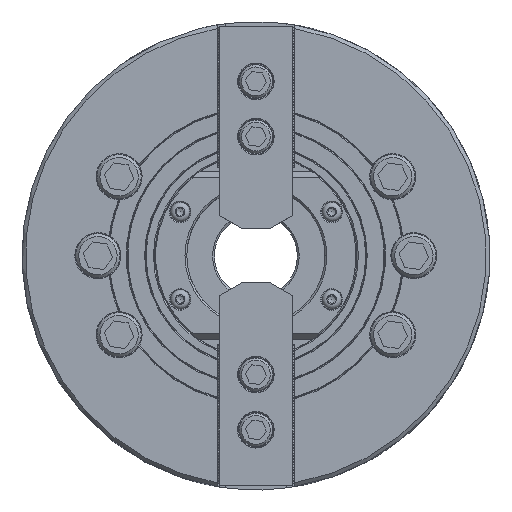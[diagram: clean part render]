
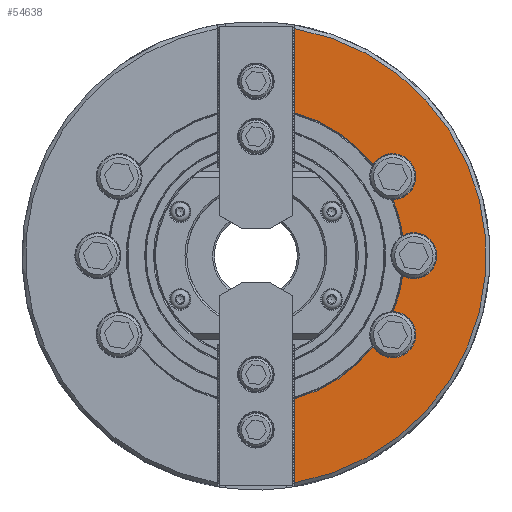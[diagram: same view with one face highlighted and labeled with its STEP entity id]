
A CAD part, top view. The second image highlights one B-rep face of the part: STEP entity #54638.
In plain terms, the highlighted planar face has unit normal (0, 0, 1).
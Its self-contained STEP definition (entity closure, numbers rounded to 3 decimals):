
#1392=CIRCLE('',#57767,125.);
#1456=CIRCLE('',#57870,12.5);
#1461=CIRCLE('',#57878,12.5);
#1465=CIRCLE('',#57885,12.5);
#1518=CIRCLE('',#57970,80.4);
#1525=CIRCLE('',#57983,80.4);
#1526=CIRCLE('',#57984,80.4);
#1527=CIRCLE('',#57985,80.4);
#3437=ORIENTED_EDGE('',*,*,#19501,.T.);
#3438=ORIENTED_EDGE('',*,*,#19290,.T.);
#3439=ORIENTED_EDGE('',*,*,#19502,.F.);
#3440=ORIENTED_EDGE('',*,*,#19492,.T.);
#3441=ORIENTED_EDGE('',*,*,#19389,.T.);
#3442=ORIENTED_EDGE('',*,*,#19503,.T.);
#3443=ORIENTED_EDGE('',*,*,#19384,.T.);
#3444=ORIENTED_EDGE('',*,*,#19504,.T.);
#3445=ORIENTED_EDGE('',*,*,#19375,.T.);
#3446=ORIENTED_EDGE('',*,*,#19505,.T.);
#19290=EDGE_CURVE('',#27411,#27410,#1392,.T.);
#19375=EDGE_CURVE('',#27490,#27489,#1456,.T.);
#19384=EDGE_CURVE('',#27499,#27498,#1461,.T.);
#19389=EDGE_CURVE('',#27503,#27504,#1465,.T.);
#19492=EDGE_CURVE('',#27551,#27503,#1518,.T.);
#19501=EDGE_CURVE('',#27553,#27411,#32608,.T.);
#19502=EDGE_CURVE('',#27551,#27410,#32609,.T.);
#19503=EDGE_CURVE('',#27504,#27499,#1525,.T.);
#19504=EDGE_CURVE('',#27498,#27490,#1526,.T.);
#19505=EDGE_CURVE('',#27489,#27553,#1527,.T.);
#27410=VERTEX_POINT('',#78838);
#27411=VERTEX_POINT('',#78840);
#27489=VERTEX_POINT('',#79370);
#27490=VERTEX_POINT('',#79372);
#27498=VERTEX_POINT('',#79403);
#27499=VERTEX_POINT('',#79405);
#27503=VERTEX_POINT('',#79420);
#27504=VERTEX_POINT('',#79421);
#27551=VERTEX_POINT('',#79615);
#27553=VERTEX_POINT('',#79632);
#32608=LINE('',#79631,#38996);
#32609=LINE('',#79633,#38997);
#38996=VECTOR('',#63301,1000.);
#38997=VECTOR('',#63302,1000.);
#45382=EDGE_LOOP('',(#3437,#3438,#3439,#3440,#3441,#3442,#3443,#3444,#3445,
#3446));
#48925=FACE_BOUND('',#45382,.T.);
#52321=PLANE('',#57982);
#54638=ADVANCED_FACE('',(#48925),#52321,.F.);
#57767=AXIS2_PLACEMENT_3D('',#78839,#62821,#62822);
#57870=AXIS2_PLACEMENT_3D('',#79371,#63027,#63028);
#57878=AXIS2_PLACEMENT_3D('',#79404,#63043,#63044);
#57885=AXIS2_PLACEMENT_3D('',#79419,#63057,#63058);
#57970=AXIS2_PLACEMENT_3D('',#79614,#63273,#63274);
#57982=AXIS2_PLACEMENT_3D('',#79630,#63299,#63300);
#57983=AXIS2_PLACEMENT_3D('',#79634,#63303,#63304);
#57984=AXIS2_PLACEMENT_3D('',#79635,#63305,#63306);
#57985=AXIS2_PLACEMENT_3D('',#79636,#63307,#63308);
#62821=DIRECTION('',(0.,0.,1.));
#62822=DIRECTION('',(-1.,0.,0.));
#63027=DIRECTION('',(0.,0.,-1.));
#63028=DIRECTION('',(-1.,0.,0.));
#63043=DIRECTION('',(0.,0.,-1.));
#63044=DIRECTION('',(-1.,0.,0.));
#63057=DIRECTION('',(0.,0.,-1.));
#63058=DIRECTION('',(-1.,0.,0.));
#63273=DIRECTION('',(0.,0.,-1.));
#63274=DIRECTION('',(-1.,0.,0.));
#63299=DIRECTION('',(0.,0.,-1.));
#63300=DIRECTION('',(-1.,0.,0.));
#63301=DIRECTION('',(0.,-1.,0.));
#63302=DIRECTION('',(0.,1.,0.));
#63303=DIRECTION('',(0.,0.,-1.));
#63304=DIRECTION('',(-1.,0.,0.));
#63305=DIRECTION('',(0.,0.,-1.));
#63306=DIRECTION('',(-1.,0.,0.));
#63307=DIRECTION('',(0.,0.,-1.));
#63308=DIRECTION('',(-1.,0.,0.));
#78838=CARTESIAN_POINT('',(21.,123.223,0.));
#78839=CARTESIAN_POINT('',(0.,0.,0.));
#78840=CARTESIAN_POINT('',(21.,-123.223,0.));
#79370=CARTESIAN_POINT('',(63.519,-49.29,0.));
#79371=CARTESIAN_POINT('',(74.24,-42.863,0.));
#79372=CARTESIAN_POINT('',(74.446,-30.364,0.));
#79403=CARTESIAN_POINT('',(79.654,-10.927,0.));
#79404=CARTESIAN_POINT('',(85.725,0.,0.));
#79405=CARTESIAN_POINT('',(79.654,10.927,0.));
#79419=CARTESIAN_POINT('',(74.24,42.863,0.));
#79420=CARTESIAN_POINT('',(63.519,49.29,0.));
#79421=CARTESIAN_POINT('',(74.446,30.364,0.));
#79614=CARTESIAN_POINT('',(0.,0.,0.));
#79615=CARTESIAN_POINT('',(21.,77.609,0.));
#79630=CARTESIAN_POINT('',(55.,0.,0.));
#79631=CARTESIAN_POINT('',(21.,-25.,0.));
#79632=CARTESIAN_POINT('',(21.,-77.609,0.));
#79633=CARTESIAN_POINT('',(21.,25.,0.));
#79634=CARTESIAN_POINT('',(0.,0.,0.));
#79635=CARTESIAN_POINT('',(0.,0.,0.));
#79636=CARTESIAN_POINT('',(0.,0.,0.));
